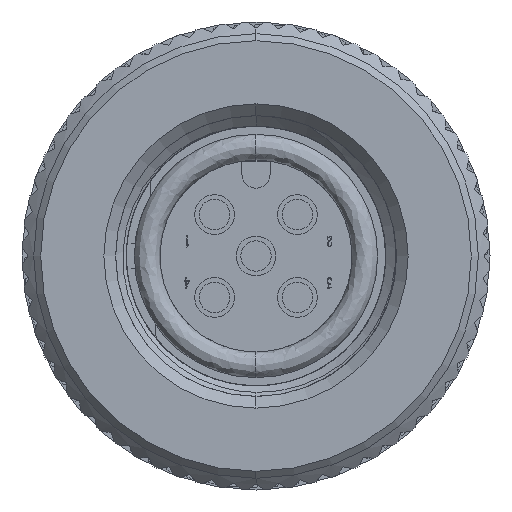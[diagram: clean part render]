
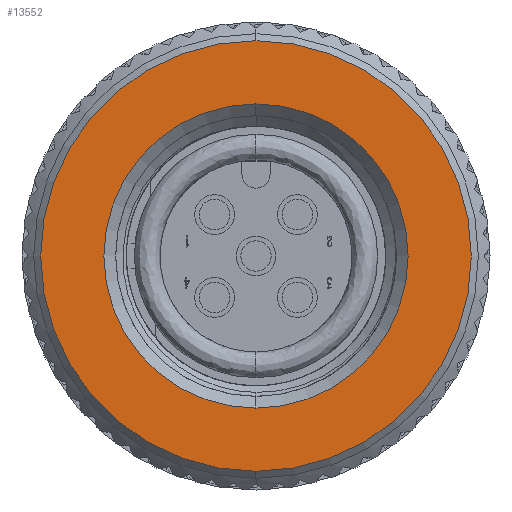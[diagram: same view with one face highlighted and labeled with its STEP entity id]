
A CAD part, left-side view. The second image highlights one B-rep face of the part: STEP entity #13552.
In plain terms, the highlighted planar face has unit normal (-1, 0, 0).
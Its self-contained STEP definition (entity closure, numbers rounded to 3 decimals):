
#837 = VERTEX_POINT ( 'NONE', #32458 ) ;
#1794 = CARTESIAN_POINT ( 'NONE',  ( -10.5, 0., 6.5 ) ) ;
#1958 = CIRCLE ( 'NONE', #33098, 9.2 ) ;
#2009 = EDGE_CURVE ( 'NONE', #15010, #13324, #43916, .T. ) ;
#2776 = EDGE_LOOP ( 'NONE', ( #25624, #36606 ) ) ;
#3519 = VERTEX_POINT ( 'NONE', #45945 ) ;
#5300 = DIRECTION ( 'NONE',  ( 1., 0., 0. ) ) ;
#6245 = EDGE_LOOP ( 'NONE', ( #29848, #43499 ) ) ;
#10383 = AXIS2_PLACEMENT_3D ( 'NONE', #22689, #22679, #22628 ) ;
#11107 = DIRECTION ( 'NONE',  ( 1., 0., 0. ) ) ;
#12891 = AXIS2_PLACEMENT_3D ( 'NONE', #38376, #38886, #38042 ) ;
#13324 = VERTEX_POINT ( 'NONE', #46365 ) ;
#13552 = ADVANCED_FACE ( 'NONE', ( #30424, #47259 ), #38146, .F. ) ;
#15010 = VERTEX_POINT ( 'NONE', #1794 ) ;
#18063 = CARTESIAN_POINT ( 'NONE',  ( -10.5, 0., 0. ) ) ;
#18212 = AXIS2_PLACEMENT_3D ( 'NONE', #28072, #5300, #31888 ) ;
#20521 = CIRCLE ( 'NONE', #18212, 9.2 ) ;
#20586 = EDGE_CURVE ( 'NONE', #13324, #15010, #34067, .T. ) ;
#21908 = DIRECTION ( 'NONE',  ( 0., 0., 1. ) ) ;
#22628 = DIRECTION ( 'NONE',  ( 0., 0., 1. ) ) ;
#22679 = DIRECTION ( 'NONE',  ( -1., 0., 0. ) ) ;
#22689 = CARTESIAN_POINT ( 'NONE',  ( -10.5, 0., 0. ) ) ;
#25624 = ORIENTED_EDGE ( 'NONE', *, *, #2009, .F. ) ;
#27033 = AXIS2_PLACEMENT_3D ( 'NONE', #18063, #44839, #21908 ) ;
#28072 = CARTESIAN_POINT ( 'NONE',  ( -10.5, 0., 0. ) ) ;
#29848 = ORIENTED_EDGE ( 'NONE', *, *, #43133, .F. ) ;
#30424 = FACE_OUTER_BOUND ( 'NONE', #6245, .T. ) ;
#31888 = DIRECTION ( 'NONE',  ( 0., 0., -1. ) ) ;
#32458 = CARTESIAN_POINT ( 'NONE',  ( -10.5, 0., 9.2 ) ) ;
#33098 = AXIS2_PLACEMENT_3D ( 'NONE', #33908, #11107, #37737 ) ;
#33908 = CARTESIAN_POINT ( 'NONE',  ( -10.5, 0., 0. ) ) ;
#34067 = CIRCLE ( 'NONE', #27033, 6.5 ) ;
#36606 = ORIENTED_EDGE ( 'NONE', *, *, #20586, .F. ) ;
#37737 = DIRECTION ( 'NONE',  ( 0., 0., -1. ) ) ;
#38042 = DIRECTION ( 'NONE',  ( 0., 0., -1. ) ) ;
#38146 = PLANE ( 'NONE',  #12891 ) ;
#38376 = CARTESIAN_POINT ( 'NONE',  ( -10.5, 9.2, 0. ) ) ;
#38499 = EDGE_CURVE ( 'NONE', #837, #3519, #20521, .T. ) ;
#38886 = DIRECTION ( 'NONE',  ( 1., 0., 0. ) ) ;
#43133 = EDGE_CURVE ( 'NONE', #3519, #837, #1958, .T. ) ;
#43499 = ORIENTED_EDGE ( 'NONE', *, *, #38499, .F. ) ;
#43916 = CIRCLE ( 'NONE', #10383, 6.5 ) ;
#44839 = DIRECTION ( 'NONE',  ( -1., 0., 0. ) ) ;
#45945 = CARTESIAN_POINT ( 'NONE',  ( -10.5, 0., -9.2 ) ) ;
#46365 = CARTESIAN_POINT ( 'NONE',  ( -10.5, 0., -6.5 ) ) ;
#47259 = FACE_BOUND ( 'NONE', #2776, .T. ) ;
